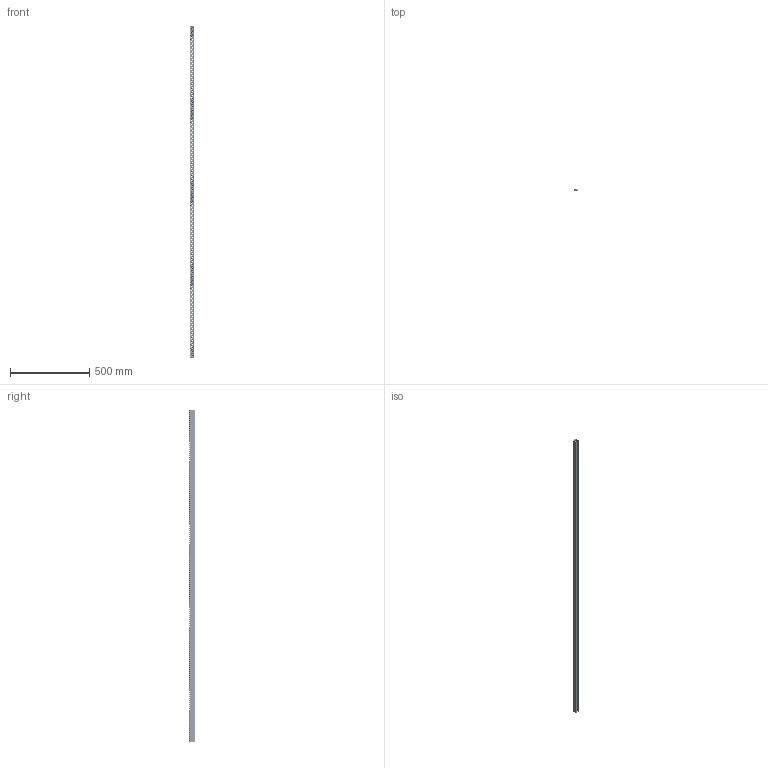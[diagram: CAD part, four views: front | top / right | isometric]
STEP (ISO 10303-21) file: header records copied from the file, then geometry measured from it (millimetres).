
FILE_DESCRIPTION (( 'STEP AP214' ), '1' );
FILE_NAME ('Optimo-Ladder-rung-O2-2100x25x32x2-st240-F140040100.STEP', '2021-08-10T09:40:52', ( '' ), ( '' ), 'SwSTEP 2.0', 'SolidWorks 2021', '' );
FILE_SCHEMA (( 'AUTOMOTIVE_DESIGN' ));
Length unit declared in the file: millimetre
Products named in the file (1): Optimo-Ladder-rung-O2-2100x25x32x2-st240-F140040100
Bounding box: 25 x 32 x 2100 mm (x, y, z)
Volume: 331272.9 mm3; surface area: 363003.9 mm2
Topology: 1 solids, 1 shells, 4058 faces, 12494 edges, 7436 vertices
Faces by surface type: cone 2016, torus 1515, cylinder 342, plane 185
Entity records: 155684 total; most frequent: CARTESIAN_POINT 38942, DIRECTION 27684, ORIENTED_EDGE 24988, EDGE_CURVE 12494, AXIS2_PLACEMENT_3D 12308, CIRCLE 8249, VERTEX_POINT 7436, EDGE_LOOP 4058
